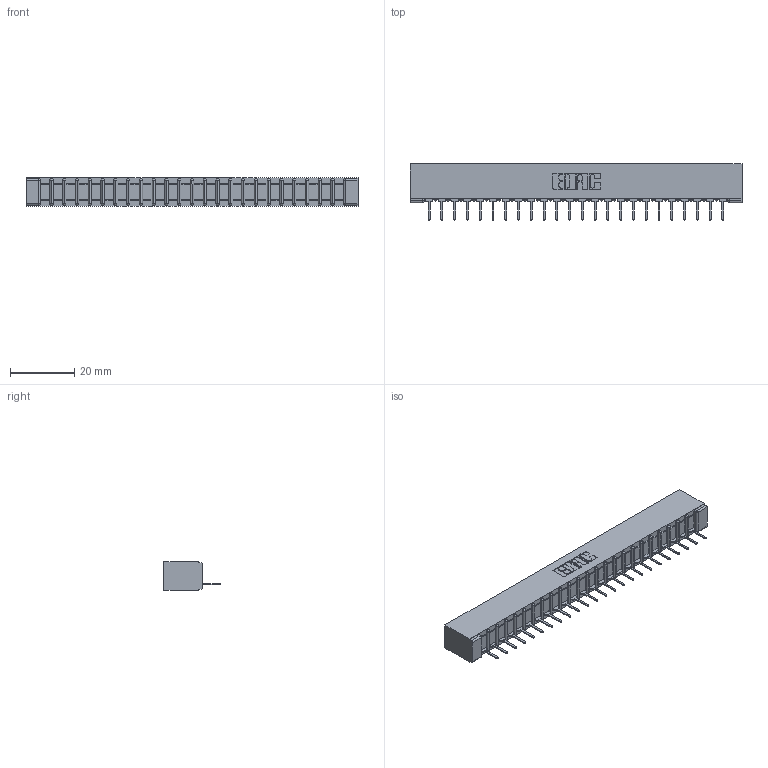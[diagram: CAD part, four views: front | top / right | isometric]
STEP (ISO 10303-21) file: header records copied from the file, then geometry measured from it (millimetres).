
FILE_DESCRIPTION (( 'STEP AP203' ), '1' );
FILE_NAME ('357-024-531-101.STEP', '2019-09-14T00:58:48', ( '' ), ( '' ), 'SwSTEP 2.0', 'SolidWorks 2016', '' );
FILE_SCHEMA (( 'CONFIG_CONTROL_DESIGN' ));
Length unit declared in the file: inch
Products named in the file (3): 307 Part_No Mounting Lugs; 357-024-531-101; 307-290-001_531
Assembly tree (25 placements, depth 2):
  357-024-531-101
    307 Part_No Mounting Lugs
    307-290-001_531  x24
Bounding box: 102.97 x 17.42 x 8.71 mm (x, y, z)
Volume: 6650.9 mm3; surface area: 10453.3 mm2
Topology: 25 solids, 25 shells, 1479 faces, 4187 edges, 2690 vertices
Faces by surface type: plane 954, cylinder 475, sphere 50
Entity records: 22484 total; most frequent: CARTESIAN_POINT 3780, ORIENTED_EDGE 3766, DIRECTION 3685, EDGE_CURVE 1883, LINE 1439, VECTOR 1439, VERTEX_POINT 1218, AXIS2_PLACEMENT_3D 1123
